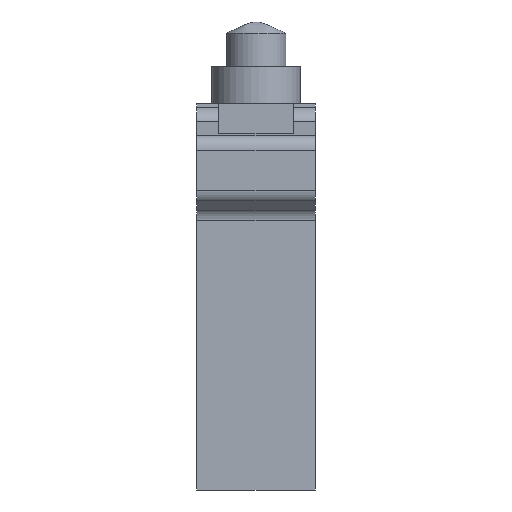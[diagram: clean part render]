
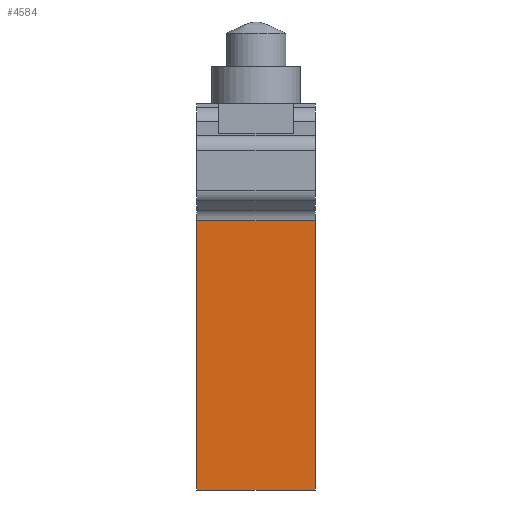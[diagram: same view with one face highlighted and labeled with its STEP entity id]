
A CAD part, left-side view. The second image highlights one B-rep face of the part: STEP entity #4584.
In plain terms, the highlighted planar face has unit normal (-1, 0, 0).
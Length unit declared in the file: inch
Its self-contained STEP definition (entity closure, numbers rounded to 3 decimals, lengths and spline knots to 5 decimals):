
#2 = DIRECTION ( 'NONE',  ( 0., 0., -1. ) ) ;
#18 = VECTOR ( 'NONE', #2, 39.37008 ) ;
#215 = PLANE ( 'NONE',  #3256 ) ;
#298 = VERTEX_POINT ( 'NONE', #2321 ) ;
#343 = ORIENTED_EDGE ( 'NONE', *, *, #3087, .T. ) ;
#421 = DIRECTION ( 'NONE',  ( 0., -1., 0. ) ) ;
#780 = LINE ( 'NONE', #2620, #3505 ) ;
#891 = LINE ( 'NONE', #4283, #18 ) ;
#1208 = EDGE_LOOP ( 'NONE', ( #4343, #343, #5360, #1258 ) ) ;
#1258 = ORIENTED_EDGE ( 'NONE', *, *, #3116, .T. ) ;
#1438 = CARTESIAN_POINT ( 'NONE',  ( -0.59055, 0., -0.26687 ) ) ;
#1489 = DIRECTION ( 'NONE',  ( -1., 0., 0. ) ) ;
#1585 = FACE_OUTER_BOUND ( 'NONE', #1208, .T. ) ;
#1650 = CARTESIAN_POINT ( 'NONE',  ( -0.59055, 0., -0.26687 ) ) ;
#1930 = CARTESIAN_POINT ( 'NONE',  ( -0.59055, 0., -1.5748 ) ) ;
#2117 = DIRECTION ( 'NONE',  ( 0., 0., 1. ) ) ;
#2321 = CARTESIAN_POINT ( 'NONE',  ( -0.59055, -0.62992, -1.69291 ) ) ;
#2564 = LINE ( 'NONE', #4259, #4290 ) ;
#2620 = CARTESIAN_POINT ( 'NONE',  ( -0.59055, -0.62992, -0.61024 ) ) ;
#2648 = EDGE_CURVE ( 'NONE', #3512, #298, #2564, .T. ) ;
#3087 = EDGE_CURVE ( 'NONE', #298, #3403, #780, .T. ) ;
#3116 = EDGE_CURVE ( 'NONE', #4550, #3512, #891, .T. ) ;
#3256 = AXIS2_PLACEMENT_3D ( 'NONE', #1930, #1489, #5356 ) ;
#3352 = DIRECTION ( 'NONE',  ( 0., 1., 0. ) ) ;
#3403 = VERTEX_POINT ( 'NONE', #5546 ) ;
#3505 = VECTOR ( 'NONE', #2117, 39.37008 ) ;
#3512 = VERTEX_POINT ( 'NONE', #4822 ) ;
#3639 = VECTOR ( 'NONE', #3352, 39.37008 ) ;
#4259 = CARTESIAN_POINT ( 'NONE',  ( -0.59055, 0., -1.69291 ) ) ;
#4283 = CARTESIAN_POINT ( 'NONE',  ( -0.59055, 0., -1.5748 ) ) ;
#4290 = VECTOR ( 'NONE', #421, 39.37008 ) ;
#4343 = ORIENTED_EDGE ( 'NONE', *, *, #2648, .T. ) ;
#4550 = VERTEX_POINT ( 'NONE', #1438 ) ;
#4584 = ADVANCED_FACE ( 'NONE', ( #1585 ), #215, .T. ) ;
#4822 = CARTESIAN_POINT ( 'NONE',  ( -0.59055, 0., -1.69291 ) ) ;
#4988 = LINE ( 'NONE', #1650, #3639 ) ;
#5356 = DIRECTION ( 'NONE',  ( 0., 0., 1. ) ) ;
#5360 = ORIENTED_EDGE ( 'NONE', *, *, #5581, .T. ) ;
#5546 = CARTESIAN_POINT ( 'NONE',  ( -0.59055, -0.62992, -0.26687 ) ) ;
#5581 = EDGE_CURVE ( 'NONE', #3403, #4550, #4988, .T. ) ;
